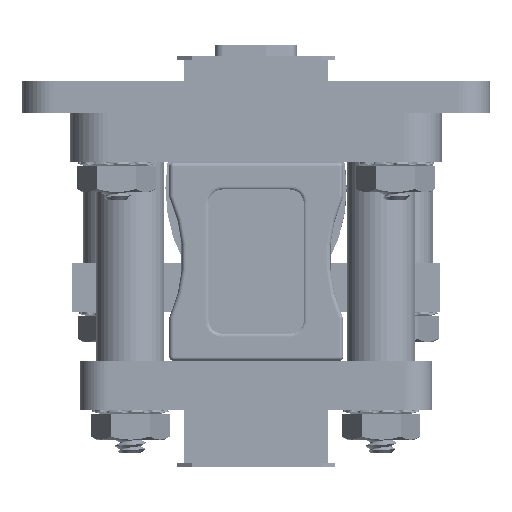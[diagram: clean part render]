
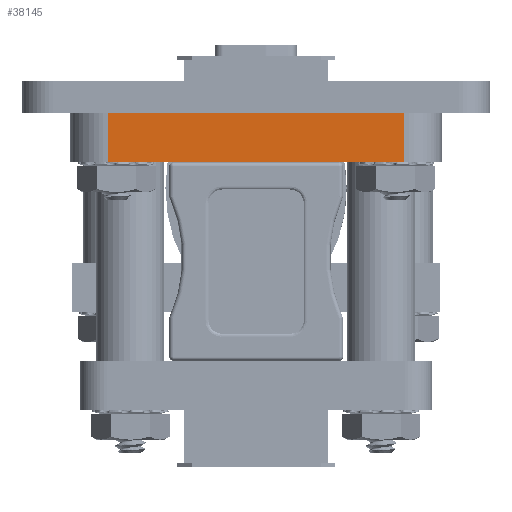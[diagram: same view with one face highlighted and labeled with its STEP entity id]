
A CAD part, left-side view. The second image highlights one B-rep face of the part: STEP entity #38145.
In plain terms, the highlighted planar face has unit normal (-1, 0, 0).
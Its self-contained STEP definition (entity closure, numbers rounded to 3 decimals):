
#7288 = LINE ( 'NONE', #69065, #20504 ) ;
#7686 = VERTEX_POINT ( 'NONE', #54961 ) ;
#10185 = CARTESIAN_POINT ( 'NONE',  ( -224.007, 105.348, 4.572 ) ) ;
#17400 = CARTESIAN_POINT ( 'NONE',  ( -224.007, 132.921, 4.572 ) ) ;
#20504 = VECTOR ( 'NONE', #43905, 1000. ) ;
#26406 = LINE ( 'NONE', #17400, #66964 ) ;
#27224 = CARTESIAN_POINT ( 'NONE',  ( -224.007, 132.921, 0. ) ) ;
#30220 = DIRECTION ( 'NONE',  ( 0., -1., 0. ) ) ;
#35779 = ORIENTED_EDGE ( 'NONE', *, *, #83370, .F. ) ;
#38145 = ADVANCED_FACE ( 'NONE', ( #108589 ), #63042, .F. ) ;
#41445 = EDGE_LOOP ( 'NONE', ( #106605, #35779, #85263, #101371 ) ) ;
#43905 = DIRECTION ( 'NONE',  ( 0., -1., 0. ) ) ;
#46014 = CARTESIAN_POINT ( 'NONE',  ( -224.007, 132.921, 4.572 ) ) ;
#46769 = DIRECTION ( 'NONE',  ( 0., 0., -1. ) ) ;
#48753 = VECTOR ( 'NONE', #46769, 1000. ) ;
#52316 = VERTEX_POINT ( 'NONE', #46014 ) ;
#53454 = DIRECTION ( 'NONE',  ( 0., 0., -1. ) ) ;
#53953 = DIRECTION ( 'NONE',  ( 0., 0., -1. ) ) ;
#54961 = CARTESIAN_POINT ( 'NONE',  ( -224.007, 105.348, 0. ) ) ;
#55341 = EDGE_CURVE ( 'NONE', #52316, #71570, #26406, .T. ) ;
#55927 = CARTESIAN_POINT ( 'NONE',  ( -224.007, 132.921, 0. ) ) ;
#57591 = EDGE_CURVE ( 'NONE', #71570, #7686, #112265, .T. ) ;
#63042 = PLANE ( 'NONE',  #110569 ) ;
#65337 = VECTOR ( 'NONE', #30220, 1000. ) ;
#66964 = VECTOR ( 'NONE', #53953, 1000. ) ;
#69065 = CARTESIAN_POINT ( 'NONE',  ( -224.007, 132.921, 4.572 ) ) ;
#71570 = VERTEX_POINT ( 'NONE', #27224 ) ;
#74243 = VERTEX_POINT ( 'NONE', #84327 ) ;
#81046 = DIRECTION ( 'NONE',  ( 1., 0., 0. ) ) ;
#83370 = EDGE_CURVE ( 'NONE', #74243, #7686, #92310, .T. ) ;
#84327 = CARTESIAN_POINT ( 'NONE',  ( -224.007, 105.348, 4.572 ) ) ;
#85263 = ORIENTED_EDGE ( 'NONE', *, *, #118615, .F. ) ;
#92310 = LINE ( 'NONE', #10185, #48753 ) ;
#101371 = ORIENTED_EDGE ( 'NONE', *, *, #55341, .T. ) ;
#106605 = ORIENTED_EDGE ( 'NONE', *, *, #57591, .T. ) ;
#108589 = FACE_OUTER_BOUND ( 'NONE', #41445, .T. ) ;
#110569 = AXIS2_PLACEMENT_3D ( 'NONE', #116981, #81046, #53454 ) ;
#112265 = LINE ( 'NONE', #55927, #65337 ) ;
#116981 = CARTESIAN_POINT ( 'NONE',  ( -224.007, 132.921, 4.572 ) ) ;
#118615 = EDGE_CURVE ( 'NONE', #52316, #74243, #7288, .T. ) ;
